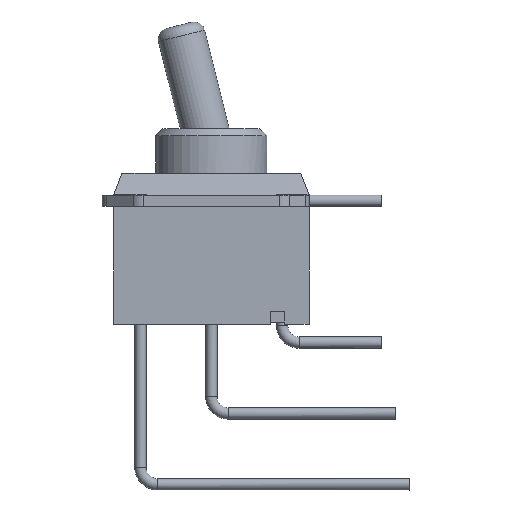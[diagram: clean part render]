
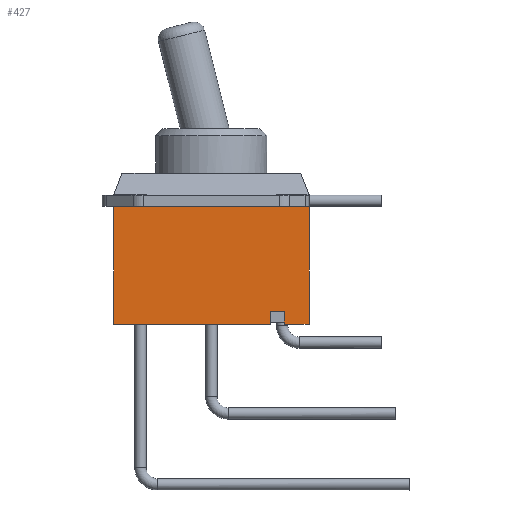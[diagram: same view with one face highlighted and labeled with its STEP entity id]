
A CAD part, left-side view. The second image highlights one B-rep face of the part: STEP entity #427.
In plain terms, the highlighted planar face has unit normal (-1, 0, 0).
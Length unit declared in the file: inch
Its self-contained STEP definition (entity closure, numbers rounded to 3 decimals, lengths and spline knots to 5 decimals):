
#427 = ADVANCED_FACE( '', ( #867 ), #868, .T. );
#867 = FACE_OUTER_BOUND( '', #1350, .T. );
#868 = PLANE( '', #1351 );
#1350 = EDGE_LOOP( '', ( #2240, #2241, #2242, #2243, #2244, #2245, #2246, #2247, #2248, #2249, #2250, #2251 ) );
#1351 = AXIS2_PLACEMENT_3D( '', #2252, #2253, #2254 );
#2240 = ORIENTED_EDGE( '', *, *, #2876, .F. );
#2241 = ORIENTED_EDGE( '', *, *, #3101, .T. );
#2242 = ORIENTED_EDGE( '', *, *, #3187, .T. );
#2243 = ORIENTED_EDGE( '', *, *, #3188, .T. );
#2244 = ORIENTED_EDGE( '', *, *, #2957, .T. );
#2245 = ORIENTED_EDGE( '', *, *, #3127, .F. );
#2246 = ORIENTED_EDGE( '', *, *, #2949, .T. );
#2247 = ORIENTED_EDGE( '', *, *, #3123, .F. );
#2248 = ORIENTED_EDGE( '', *, *, #3189, .T. );
#2249 = ORIENTED_EDGE( '', *, *, #3190, .F. );
#2250 = ORIENTED_EDGE( '', *, *, #3181, .T. );
#2251 = ORIENTED_EDGE( '', *, *, #3108, .F. );
#2252 = CARTESIAN_POINT( '', ( -0.0885, -0.213, -0.138 ) );
#2253 = DIRECTION( '', ( -1., 0., 0. ) );
#2254 = DIRECTION( '', ( 0., 0., 1. ) );
#2876 = EDGE_CURVE( '', #3387, #3388, #3389, .T. );
#2949 = EDGE_CURVE( '', #3497, #3513, #3515, .T. );
#2957 = EDGE_CURVE( '', #3528, #3526, #3529, .T. );
#3101 = EDGE_CURVE( '', #3387, #3745, #3747, .T. );
#3108 = EDGE_CURVE( '', #3388, #3758, #3759, .T. );
#3123 = EDGE_CURVE( '', #3779, #3513, #3781, .T. );
#3127 = EDGE_CURVE( '', #3497, #3526, #3786, .T. );
#3181 = EDGE_CURVE( '', #3864, #3758, #3865, .T. );
#3187 = EDGE_CURVE( '', #3745, #3872, #3873, .T. );
#3188 = EDGE_CURVE( '', #3872, #3528, #3874, .T. );
#3189 = EDGE_CURVE( '', #3779, #3875, #3876, .T. );
#3190 = EDGE_CURVE( '', #3864, #3875, #3877, .T. );
#3387 = VERTEX_POINT( '', #4126 );
#3388 = VERTEX_POINT( '', #4127 );
#3389 = LINE( '', #4128, #4129 );
#3497 = VERTEX_POINT( '', #4282 );
#3513 = VERTEX_POINT( '', #4306 );
#3515 = LINE( '', #4309, #4310 );
#3526 = VERTEX_POINT( '', #4323 );
#3528 = VERTEX_POINT( '', #4326 );
#3529 = LINE( '', #4327, #4328 );
#3745 = VERTEX_POINT( '', #4618 );
#3747 = LINE( '', #4621, #4622 );
#3758 = VERTEX_POINT( '', #4638 );
#3759 = LINE( '', #4639, #4640 );
#3779 = VERTEX_POINT( '', #4663 );
#3781 = LINE( '', #4666, #4667 );
#3786 = LINE( '', #4672, #4673 );
#3864 = VERTEX_POINT( '', #4784 );
#3865 = LINE( '', #4785, #4786 );
#3872 = VERTEX_POINT( '', #4796 );
#3873 = LINE( '', #4797, #4798 );
#3874 = LINE( '', #4799, #4800 );
#3875 = VERTEX_POINT( '', #4801 );
#3876 = LINE( '', #4802, #4803 );
#3877 = LINE( '', #4804, #4805 );
#4126 = CARTESIAN_POINT( '', ( -0.0885, -0.195, 0.103 ) );
#4127 = CARTESIAN_POINT( '', ( -0.0885, -0.195, 0.083 ) );
#4128 = CARTESIAN_POINT( '', ( -0.0885, -0.195, -0.138 ) );
#4129 = VECTOR( '', #5081, 39.37008 );
#4282 = CARTESIAN_POINT( '', ( -0.0885, -0.031, 0.092 ) );
#4306 = CARTESIAN_POINT( '', ( -0.0885, -0.031, -0.092 ) );
#4309 = CARTESIAN_POINT( '', ( -0.0885, -0.031, 0.138 ) );
#4310 = VECTOR( '', #5157, 39.37008 );
#4323 = CARTESIAN_POINT( '', ( -0.0885, -0.0475, 0.092 ) );
#4326 = CARTESIAN_POINT( '', ( -0.0885, -0.0475, 0.138 ) );
#4327 = CARTESIAN_POINT( '', ( -0.0885, -0.0475, -0.138 ) );
#4328 = VECTOR( '', #5167, 39.37008 );
#4618 = CARTESIAN_POINT( '', ( -0.0885, -0.213, 0.103 ) );
#4621 = CARTESIAN_POINT( '', ( -0.0885, -0.195, 0.103 ) );
#4622 = VECTOR( '', #5351, 39.37008 );
#4638 = CARTESIAN_POINT( '', ( -0.0885, -0.213, 0.083 ) );
#4639 = CARTESIAN_POINT( '', ( -0.0885, -0.195, 0.083 ) );
#4640 = VECTOR( '', #5357, 39.37008 );
#4663 = CARTESIAN_POINT( '', ( -0.0885, -0.0475, -0.092 ) );
#4666 = CARTESIAN_POINT( '', ( -0.0885, -0.213, -0.092 ) );
#4667 = VECTOR( '', #5380, 39.37008 );
#4672 = CARTESIAN_POINT( '', ( -0.0885, -0.213, 0.092 ) );
#4673 = VECTOR( '', #5384, 39.37008 );
#4784 = CARTESIAN_POINT( '', ( -0.0885, -0.213, -0.138 ) );
#4785 = CARTESIAN_POINT( '', ( -0.0885, -0.213, -0.138 ) );
#4786 = VECTOR( '', #5436, 39.37008 );
#4796 = CARTESIAN_POINT( '', ( -0.0885, -0.213, 0.138 ) );
#4797 = CARTESIAN_POINT( '', ( -0.0885, -0.213, -0.138 ) );
#4798 = VECTOR( '', #5443, 39.37008 );
#4799 = CARTESIAN_POINT( '', ( -0.0885, -0.213, 0.138 ) );
#4800 = VECTOR( '', #5444, 39.37008 );
#4801 = CARTESIAN_POINT( '', ( -0.0885, -0.0475, -0.138 ) );
#4802 = CARTESIAN_POINT( '', ( -0.0885, -0.0475, -0.138 ) );
#4803 = VECTOR( '', #5445, 39.37008 );
#4804 = CARTESIAN_POINT( '', ( -0.0885, -0.213, -0.138 ) );
#4805 = VECTOR( '', #5446, 39.37008 );
#5081 = DIRECTION( '', ( 0., 0., -1. ) );
#5157 = DIRECTION( '', ( 0., 0., -1. ) );
#5167 = DIRECTION( '', ( 0., 0., -1. ) );
#5351 = DIRECTION( '', ( 0., -1., 0. ) );
#5357 = DIRECTION( '', ( 0., -1., 0. ) );
#5380 = DIRECTION( '', ( 0., 1., 0. ) );
#5384 = DIRECTION( '', ( 0., -1., 0. ) );
#5436 = DIRECTION( '', ( 0., 0., 1. ) );
#5443 = DIRECTION( '', ( 0., 0., 1. ) );
#5444 = DIRECTION( '', ( 0., 1., 0. ) );
#5445 = DIRECTION( '', ( 0., 0., -1. ) );
#5446 = DIRECTION( '', ( 0., 1., 0. ) );
